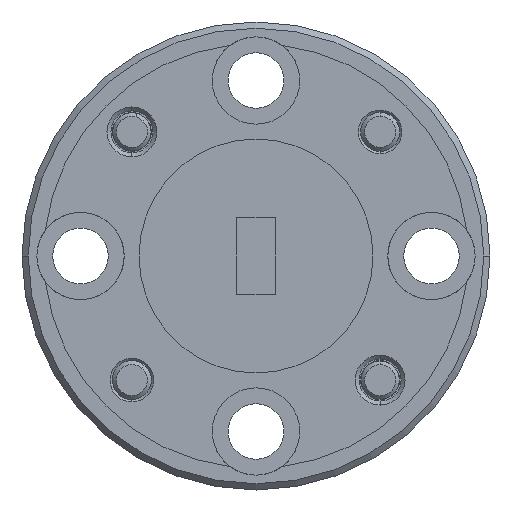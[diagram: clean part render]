
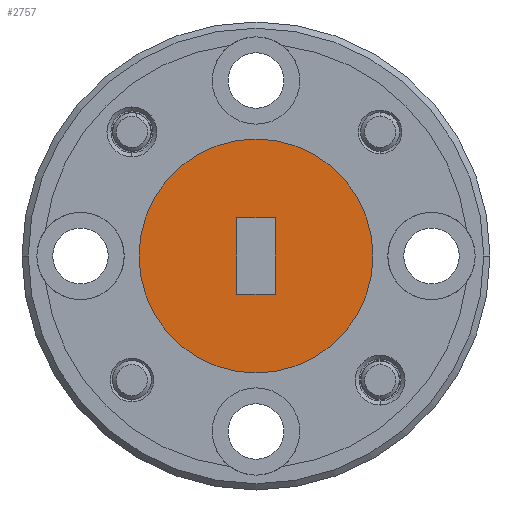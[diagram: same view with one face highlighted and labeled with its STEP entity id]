
A CAD part, left-side view. The second image highlights one B-rep face of the part: STEP entity #2757.
In plain terms, the highlighted planar face has unit normal (-1, 0, 0).
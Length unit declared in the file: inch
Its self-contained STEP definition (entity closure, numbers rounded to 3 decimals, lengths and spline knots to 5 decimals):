
#369 = CARTESIAN_POINT ( 'NONE',  ( -0.65805, 2.12052, 2.82361 ) ) ;
#418 = VECTOR ( 'NONE', #6715, 39.37008 ) ;
#556 = VERTEX_POINT ( 'NONE', #5316 ) ;
#650 = VECTOR ( 'NONE', #6024, 39.37008 ) ;
#758 = VERTEX_POINT ( 'NONE', #5013 ) ;
#807 = LINE ( 'NONE', #7085, #4548 ) ;
#894 = CARTESIAN_POINT ( 'NONE',  ( -0.65805, 1.90252, 2.88461 ) ) ;
#1121 = ORIENTED_EDGE ( 'NONE', *, *, #5610, .T. ) ;
#1201 = DIRECTION ( 'NONE',  ( -1., 0., 0. ) ) ;
#1689 = VECTOR ( 'NONE', #2103, 39.37008 ) ;
#1720 = CIRCLE ( 'NONE', #6440, 0.1875 ) ;
#1753 = CARTESIAN_POINT ( 'NONE',  ( -0.65805, 2.09002, 2.88461 ) ) ;
#1773 = FACE_BOUND ( 'NONE', #6965, .T. ) ;
#1783 = DIRECTION ( 'NONE',  ( 1., 0., 0. ) ) ;
#1906 = ORIENTED_EDGE ( 'NONE', *, *, #4984, .F. ) ;
#1907 = EDGE_CURVE ( 'NONE', #2721, #758, #2632, .T. ) ;
#2103 = DIRECTION ( 'NONE',  ( 0., 0., -1. ) ) ;
#2105 = VERTEX_POINT ( 'NONE', #6976 ) ;
#2138 = AXIS2_PLACEMENT_3D ( 'NONE', #3974, #1201, #6329 ) ;
#2160 = CARTESIAN_POINT ( 'NONE',  ( -0.65805, 2.05952, 2.94561 ) ) ;
#2256 = DIRECTION ( 'NONE',  ( 1., 0., 0. ) ) ;
#2592 = DIRECTION ( 'NONE',  ( 0., 1., 0. ) ) ;
#2632 = LINE ( 'NONE', #3841, #1689 ) ;
#2721 = VERTEX_POINT ( 'NONE', #2160 ) ;
#2757 = ADVANCED_FACE ( 'NONE', ( #1773, #2843 ), #6927, .T. ) ;
#2843 = FACE_OUTER_BOUND ( 'NONE', #6465, .T. ) ;
#3112 = LINE ( 'NONE', #3648, #650 ) ;
#3648 = CARTESIAN_POINT ( 'NONE',  ( -0.65805, 2.05952, 2.94561 ) ) ;
#3841 = CARTESIAN_POINT ( 'NONE',  ( -0.65805, 2.05952, 2.82361 ) ) ;
#3974 = CARTESIAN_POINT ( 'NONE',  ( -0.65805, 2.09002, 2.88461 ) ) ;
#4097 = CARTESIAN_POINT ( 'NONE',  ( -0.65805, 2.09002, 2.88461 ) ) ;
#4548 = VECTOR ( 'NONE', #2592, 39.37008 ) ;
#4663 = DIRECTION ( 'NONE',  ( 0., 1., 0. ) ) ;
#4829 = EDGE_CURVE ( 'NONE', #5117, #2721, #3112, .T. ) ;
#4950 = EDGE_CURVE ( 'NONE', #7438, #2105, #5969, .T. ) ;
#4984 = EDGE_CURVE ( 'NONE', #2105, #7438, #1720, .T. ) ;
#5013 = CARTESIAN_POINT ( 'NONE',  ( -0.65805, 2.05952, 2.82361 ) ) ;
#5117 = VERTEX_POINT ( 'NONE', #6676 ) ;
#5175 = ORIENTED_EDGE ( 'NONE', *, *, #5919, .T. ) ;
#5302 = ORIENTED_EDGE ( 'NONE', *, *, #1907, .T. ) ;
#5316 = CARTESIAN_POINT ( 'NONE',  ( -0.65805, 2.12052, 2.82361 ) ) ;
#5542 = LINE ( 'NONE', #369, #418 ) ;
#5610 = EDGE_CURVE ( 'NONE', #758, #556, #807, .T. ) ;
#5772 = ORIENTED_EDGE ( 'NONE', *, *, #4829, .T. ) ;
#5919 = EDGE_CURVE ( 'NONE', #556, #5117, #5542, .T. ) ;
#5969 = CIRCLE ( 'NONE', #7170, 0.1875 ) ;
#6024 = DIRECTION ( 'NONE',  ( 0., -1., 0. ) ) ;
#6329 = DIRECTION ( 'NONE',  ( 0., -1., 0. ) ) ;
#6440 = AXIS2_PLACEMENT_3D ( 'NONE', #4097, #1783, #4663 ) ;
#6465 = EDGE_LOOP ( 'NONE', ( #1906, #7244 ) ) ;
#6676 = CARTESIAN_POINT ( 'NONE',  ( -0.65805, 2.12052, 2.94561 ) ) ;
#6715 = DIRECTION ( 'NONE',  ( 0., 0., 1. ) ) ;
#6927 = PLANE ( 'NONE',  #2138 ) ;
#6965 = EDGE_LOOP ( 'NONE', ( #5772, #5302, #1121, #5175 ) ) ;
#6976 = CARTESIAN_POINT ( 'NONE',  ( -0.65805, 2.27752, 2.88461 ) ) ;
#7007 = DIRECTION ( 'NONE',  ( 0., 1., 0. ) ) ;
#7085 = CARTESIAN_POINT ( 'NONE',  ( -0.65805, 2.05952, 2.82361 ) ) ;
#7170 = AXIS2_PLACEMENT_3D ( 'NONE', #1753, #2256, #7007 ) ;
#7244 = ORIENTED_EDGE ( 'NONE', *, *, #4950, .F. ) ;
#7438 = VERTEX_POINT ( 'NONE', #894 ) ;
